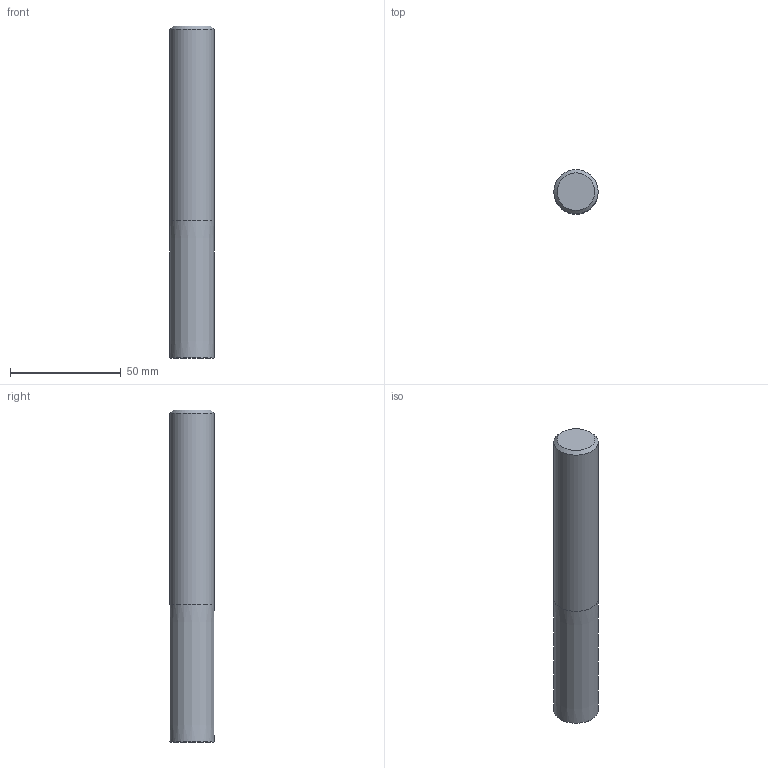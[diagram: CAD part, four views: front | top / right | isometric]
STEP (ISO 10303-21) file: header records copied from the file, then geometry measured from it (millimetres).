
FILE_DESCRIPTION(/* description */ (''),/* implementation_level */ '2;1');
FILE_NAME(/* name */ 'S4531-200D3C.3Z3_Basic.stp',/* time_stamp */ '2024-05-08T15:51:47+05:00',/* author */ (''),/* organization */ (''),/* preprocessor_version */ 'ST-DEVELOPER v18.102',/* originating_system */ 'SIEMENS PLM Software NX2206.8101',/* authorisation */ '');
FILE_SCHEMA (('AUTOMOTIVE_DESIGN { 1 0 10303 214 3 1 1 1 }'));
Length unit declared in the file: millimetre
Products named in the file (1): inpu6F90A5BD5xgk
Bounding box: 20 x 20 x 150 mm (x, y, z)
Volume: 47045.9 mm3; surface area: 10618.2 mm2
Topology: 2 solids, 2 shells, 8 faces, 11 edges, 8 vertices
Faces by surface type: plane 4, cone 3, cylinder 1
Full cylindrical faces by diameter (mm): 20 x1
Entity records: 240 total; most frequent: CARTESIAN_POINT 41, DIRECTION 36, AXIS2_PLACEMENT_3D 18, EDGE_LOOP 12, ORIENTED_EDGE 12, FACE_BOUND 8, ADVANCED_FACE 8, STYLED_ITEM 7
